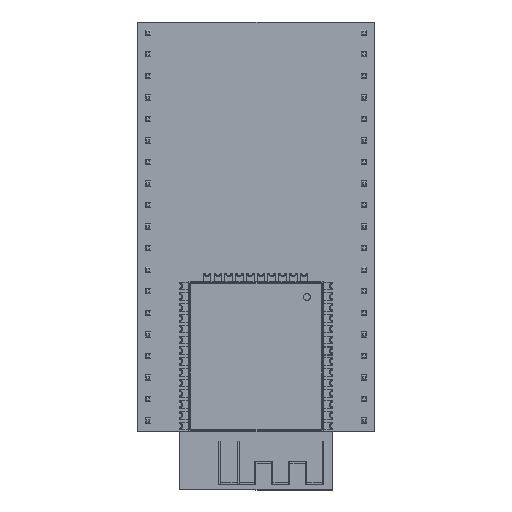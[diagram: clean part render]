
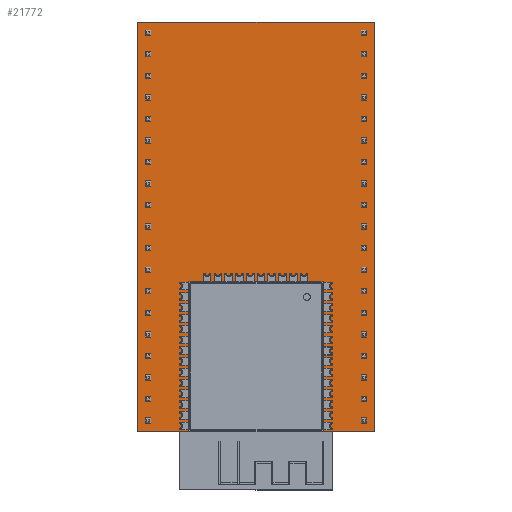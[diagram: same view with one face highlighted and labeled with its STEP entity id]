
A CAD part, top view. The second image highlights one B-rep face of the part: STEP entity #21772.
In plain terms, the highlighted planar face has unit normal (0, 0, 1).
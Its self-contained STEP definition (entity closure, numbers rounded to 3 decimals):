
#1527=FACE_OUTER_BOUND('',#2748,.T.);
#2748=EDGE_LOOP('',(#18285,#18286,#18287,#18288));
#5371=LINE('',#34395,#8002);
#5374=LINE('',#34401,#8005);
#5377=LINE('',#34407,#8008);
#5380=LINE('',#34411,#8011);
#8002=VECTOR('',#28630,10.);
#8005=VECTOR('',#28635,10.);
#8008=VECTOR('',#28640,10.);
#8011=VECTOR('',#28645,10.);
#9728=VERTEX_POINT('',#34392);
#9729=VERTEX_POINT('',#34394);
#9731=VERTEX_POINT('',#34400);
#9733=VERTEX_POINT('',#34406);
#12577=EDGE_CURVE('',#9729,#9728,#5371,.T.);
#12580=EDGE_CURVE('',#9731,#9729,#5374,.T.);
#12583=EDGE_CURVE('',#9733,#9731,#5377,.T.);
#12586=EDGE_CURVE('',#9728,#9733,#5380,.T.);
#18285=ORIENTED_EDGE('',*,*,#12586,.T.);
#18286=ORIENTED_EDGE('',*,*,#12583,.T.);
#18287=ORIENTED_EDGE('',*,*,#12580,.T.);
#18288=ORIENTED_EDGE('',*,*,#12577,.T.);
#19418=PLANE('',#23204);
#21772=ADVANCED_FACE('',(#1527),#19418,.T.);
#23204=AXIS2_PLACEMENT_3D('',#34412,#28646,#28647);
#28630=DIRECTION('',(0.,-1.,0.));
#28635=DIRECTION('',(-1.,0.,0.));
#28640=DIRECTION('',(0.,1.,0.));
#28645=DIRECTION('',(1.,0.,0.));
#28646=DIRECTION('center_axis',(0.,0.,1.));
#28647=DIRECTION('ref_axis',(1.,0.,0.));
#34392=CARTESIAN_POINT('',(-1.25,-46.96,4.14));
#34394=CARTESIAN_POINT('',(-1.25,1.24,4.14));
#34395=CARTESIAN_POINT('',(-1.25,-46.96,4.14));
#34400=CARTESIAN_POINT('',(26.65,1.24,4.14));
#34401=CARTESIAN_POINT('',(-1.25,1.24,4.14));
#34406=CARTESIAN_POINT('',(26.65,-46.96,4.14));
#34407=CARTESIAN_POINT('',(26.65,1.24,4.14));
#34411=CARTESIAN_POINT('',(26.65,-46.96,4.14));
#34412=CARTESIAN_POINT('Origin',(12.7,-22.86,4.14));
